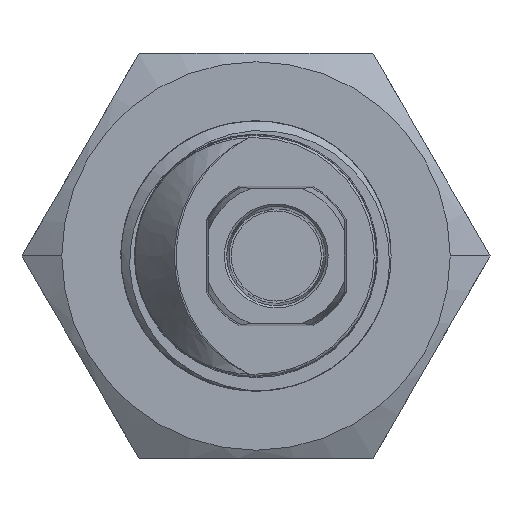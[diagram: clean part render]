
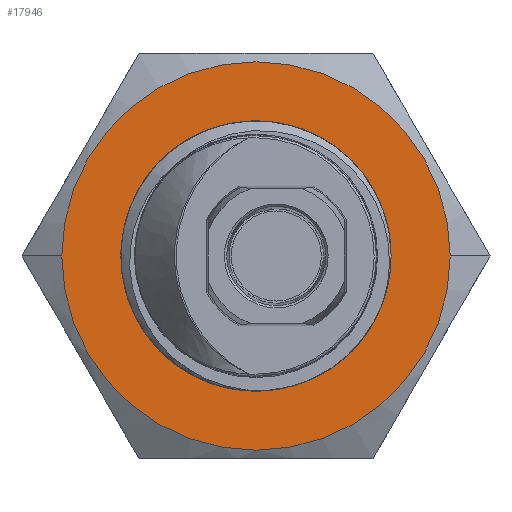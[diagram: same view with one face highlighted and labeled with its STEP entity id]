
A CAD part, front view. The second image highlights one B-rep face of the part: STEP entity #17946.
In plain terms, the highlighted planar face has unit normal (0, -1, 0).
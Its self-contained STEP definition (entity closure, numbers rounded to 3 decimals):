
#2913=CARTESIAN_POINT('',(-13.329,44.5,-11.108));
#2914=DIRECTION('',(0.,1.,0.));
#2915=DIRECTION('',(-1.,0.,0.));
#2916=AXIS2_PLACEMENT_3D('',#2913,#2914,#2915);
#2918=CARTESIAN_POINT('',(-13.329,44.5,-11.108));
#2919=DIRECTION('',(0.,1.,0.));
#2920=DIRECTION('',(1.,0.,0.));
#2921=AXIS2_PLACEMENT_3D('',#2918,#2919,#2920);
#2923=CARTESIAN_POINT('',(-9.879,44.5,-6.431));
#2924=CARTESIAN_POINT('',(-10.172,44.5,-6.235));
#2925=CARTESIAN_POINT('',(-10.78,44.5,-5.901));
#2926=CARTESIAN_POINT('',(-11.779,44.5,-5.564));
#2927=CARTESIAN_POINT('',(-12.795,44.5,-5.411));
#2928=CARTESIAN_POINT('',(-13.818,44.5,-5.449));
#2929=CARTESIAN_POINT('',(-14.792,44.5,-5.667));
#2930=CARTESIAN_POINT('',(-15.722,44.5,-6.053));
#2931=CARTESIAN_POINT('',(-16.559,44.5,-6.587));
#2932=CARTESIAN_POINT('',(-17.294,44.5,-7.266));
#2933=CARTESIAN_POINT('',(-17.883,44.5,-8.073));
#2934=CARTESIAN_POINT('',(-18.168,44.5,-8.658));
#2935=CARTESIAN_POINT('',(-18.286,44.5,-8.965));
#2937=CARTESIAN_POINT('',(-18.286,44.5,-8.965));
#2938=CARTESIAN_POINT('',(-18.447,44.5,-9.297));
#2939=CARTESIAN_POINT('',(-18.698,44.5,-9.978));
#2940=CARTESIAN_POINT('',(-18.87,44.5,-11.081));
#2941=CARTESIAN_POINT('',(-18.808,44.5,-12.172));
#2942=CARTESIAN_POINT('',(-18.532,44.5,-13.246));
#2943=CARTESIAN_POINT('',(-18.057,44.5,-14.245));
#2944=CARTESIAN_POINT('',(-17.41,44.5,-15.119));
#2945=CARTESIAN_POINT('',(-16.904,44.5,-15.58));
#2946=CARTESIAN_POINT('',(-16.632,44.5,-15.787));
#6385=CARTESIAN_POINT('',(-7.362,44.5,
-10.484));
#6463=CARTESIAN_POINT('',(-14.291,44.5,
-5.185));
#6464=CARTESIAN_POINT('',(-14.,44.5,
-5.138));
#6465=CARTESIAN_POINT('',(-13.416,44.5,
-5.087));
#6466=CARTESIAN_POINT('',(-12.527,44.5,
-5.139));
#6467=CARTESIAN_POINT('',(-11.654,44.5,
-5.324));
#6468=CARTESIAN_POINT('',(-10.825,44.5,
-5.631));
#6469=CARTESIAN_POINT('',(-10.038,44.5,
-6.064));
#6470=CARTESIAN_POINT('',(-9.325,44.5,
-6.609));
#6471=CARTESIAN_POINT('',(-8.702,44.5,
-7.252));
#6472=CARTESIAN_POINT('',(-8.182,44.5,
-7.982));
#6473=CARTESIAN_POINT('',(-7.779,44.5,
-8.772));
#6474=CARTESIAN_POINT('',(-7.497,44.5,
-9.611));
#6475=CARTESIAN_POINT('',(-7.393,44.5,
-10.187));
#6476=CARTESIAN_POINT('',(-7.362,44.5,
-10.481));
#6554=CARTESIAN_POINT('',(-10.239,44.5,
-16.251));
#6556=CARTESIAN_POINT('',(-10.239,44.5,
-16.251));
#6557=CARTESIAN_POINT('',(-10.495,44.5,
-16.404));
#6558=CARTESIAN_POINT('',(-11.018,44.5,
-16.668));
#6559=CARTESIAN_POINT('',(-11.862,44.5,
-16.948));
#6560=CARTESIAN_POINT('',(-12.737,44.5,
-17.101));
#6561=CARTESIAN_POINT('',(-13.629,44.5,
-17.122));
#6562=CARTESIAN_POINT('',(-14.516,44.5,
-17.012));
#6563=CARTESIAN_POINT('',(-15.377,44.5,
-16.771));
#6564=CARTESIAN_POINT('',(-16.19,44.5,
-16.406));
#6565=CARTESIAN_POINT('',(-16.939,44.5,
-15.928));
#6566=CARTESIAN_POINT('',(-17.613,44.5,
-15.34));
#6567=CARTESIAN_POINT('',(-18.19,44.5,
-14.663));
#6568=CARTESIAN_POINT('',(-18.659,44.5,
-13.909));
#6569=CARTESIAN_POINT('',(-19.013,44.5,
-13.094));
#6570=CARTESIAN_POINT('',(-19.241,44.5,
-12.25));
#6571=CARTESIAN_POINT('',(-19.346,44.5,
-11.369));
#6572=CARTESIAN_POINT('',(-19.318,44.5,
-10.476));
#6573=CARTESIAN_POINT('',(-19.212,44.5,
-9.889));
#6574=CARTESIAN_POINT('',(-19.136,44.5,
-9.596));
#6576=CARTESIAN_POINT('',(-19.136,44.5,
-9.596));
#6839=CARTESIAN_POINT('',(-9.879,44.5,-6.431));
#6840=CARTESIAN_POINT('',(-10.084,44.5,-6.268));
#6841=CARTESIAN_POINT('',(-10.51,44.5,
-5.971));
#6842=CARTESIAN_POINT('',(-11.206,44.5,
-5.611));
#6843=CARTESIAN_POINT('',(-11.942,44.5,
-5.348));
#6844=CARTESIAN_POINT('',(-12.71,44.5,
-5.183));
#6845=CARTESIAN_POINT('',(-13.5,44.5,
-5.123));
#6846=CARTESIAN_POINT('',(-14.027,44.5,
-5.153));
#6847=CARTESIAN_POINT('',(-14.291,44.5,
-5.185));
#6849=CARTESIAN_POINT('',(-14.291,44.5,
-5.185));
#8169=CARTESIAN_POINT('',(-13.329,44.5,-11.108));
#8170=DIRECTION('',(0.,1.,0.));
#8171=DIRECTION('',(0.995,0.,0.104));
#8172=AXIS2_PLACEMENT_3D('',#8169,#8170,#8171);
#10931=CARTESIAN_POINT('',(-19.136,44.5,
-9.596));
#10932=CARTESIAN_POINT('',(-19.202,44.5,
-9.897));
#10933=CARTESIAN_POINT('',(-19.286,44.5,
-10.496));
#10934=CARTESIAN_POINT('',(-19.277,44.5,
-11.388));
#10935=CARTESIAN_POINT('',(-19.138,44.5,
-12.26));
#10936=CARTESIAN_POINT('',(-18.869,44.5,
-13.102));
#10937=CARTESIAN_POINT('',(-18.466,44.5,
-13.91));
#10938=CARTESIAN_POINT('',(-17.957,44.5,
-14.632));
#10939=CARTESIAN_POINT('',(-17.356,44.5,
-15.259));
#10940=CARTESIAN_POINT('',(-16.885,44.5,-15.623));
#10941=CARTESIAN_POINT('',(-16.632,44.5,-15.787));
#14106=CARTESIAN_POINT('',(-4.704,44.5,-11.108));
#14108=VERTEX_POINT('',#14106);
#14110=CARTESIAN_POINT('',(-21.954,44.5,-11.108));
#14111=VERTEX_POINT('',#14110);
#14114=VERTEX_POINT('',#6576);
#14116=VERTEX_POINT('',#6849);
#15600=VERTEX_POINT('',#2923);
#15601=VERTEX_POINT('',#2935);
#15602=VERTEX_POINT('',#2946);
#15617=VERTEX_POINT('',#6385);
#15620=VERTEX_POINT('',#6554);
#17920=CARTESIAN_POINT('',(-8.133,44.5,-20.108));
#17921=DIRECTION('',(0.,-1.,0.));
#17922=DIRECTION('',(1.,0.,0.));
#17923=AXIS2_PLACEMENT_3D('',#17920,#17921,#17922);
#17924=PLANE('',#17923);
#17926=ORIENTED_EDGE('',*,*,#17925,.T.);
#17928=ORIENTED_EDGE('',*,*,#17927,.T.);
#17929=EDGE_LOOP('',(#17926,#17928));
#17930=FACE_OUTER_BOUND('',#17929,.F.);
#17931=ORIENTED_EDGE('',*,*,#17786,.T.);
#17933=ORIENTED_EDGE('',*,*,#17932,.T.);
#17935=ORIENTED_EDGE('',*,*,#17934,.F.);
#17937=ORIENTED_EDGE('',*,*,#17936,.F.);
#17939=ORIENTED_EDGE('',*,*,#17938,.F.);
#17941=ORIENTED_EDGE('',*,*,#17940,.F.);
#17943=ORIENTED_EDGE('',*,*,#17942,.F.);
#17944=EDGE_LOOP('',(#17931,#17933,#17935,#17937,#17939,#17941,#17943));
#17945=FACE_BOUND('',#17944,.F.);
#17946=ADVANCED_FACE('',(#17930,#17945),#17924,.T.);
#2917=CIRCLE('',#2916,8.625);
#2922=CIRCLE('',#2921,8.625);
#2936=B_SPLINE_CURVE_WITH_KNOTS('',3,(#2923,#2924,#2925,#2926,#2927,#2928,#2929,
#2930,#2931,#2932,#2933,#2934,#2935),.UNSPECIFIED.,.F.,.F.,(4,1,1,1,1,1,1,1,1,1,
4),(0.,0.1,0.2,0.3,0.4,0.5,0.6,0.7,0.8,0.9,1.),
.UNSPECIFIED.);
#2947=B_SPLINE_CURVE_WITH_KNOTS('',3,(#2937,#2938,#2939,#2940,#2941,#2942,#2943,
#2944,#2945,#2946),.UNSPECIFIED.,.F.,.F.,(4,1,1,1,1,1,1,4),(0.,
0.143,0.286,0.429,0.571,
0.714,0.857,1.),.UNSPECIFIED.);
#6477=B_SPLINE_CURVE_WITH_KNOTS('',3,(#6463,#6464,#6465,#6466,#6467,#6468,#6469,
#6470,#6471,#6472,#6473,#6474,#6475,#6476),.UNSPECIFIED.,.F.,.F.,(4,1,1,1,1,1,1,
1,1,1,1,4),(0.,0.091,0.182,0.273,
0.364,0.455,0.545,0.636,
0.727,0.818,0.909,1.),.UNSPECIFIED.);
#6575=B_SPLINE_CURVE_WITH_KNOTS('',3,(#6556,#6557,#6558,#6559,#6560,#6561,#6562,
#6563,#6564,#6565,#6566,#6567,#6568,#6569,#6570,#6571,#6572,#6573,#6574),
.UNSPECIFIED.,.F.,.F.,(4,1,1,1,1,1,1,1,1,1,1,1,1,1,1,1,4),(0.,0.063,0.125,
0.188,0.25,0.313,0.375,0.438,0.5,0.563,0.625,0.688,
0.75,0.813,0.875,0.938,1.),.UNSPECIFIED.);
#6848=B_SPLINE_CURVE_WITH_KNOTS('',3,(#6839,#6840,#6841,#6842,#6843,#6844,#6845,
#6846,#6847),.UNSPECIFIED.,.F.,.F.,(4,1,1,1,1,1,4),(0.,0.167,
0.333,0.5,0.667,0.833,1.),
.UNSPECIFIED.);
#8173=CIRCLE('',#8172,6.);
#10942=B_SPLINE_CURVE_WITH_KNOTS('',3,(#10931,#10932,#10933,#10934,#10935,
#10936,#10937,#10938,#10939,#10940,#10941),.UNSPECIFIED.,.F.,.F.,(4,1,1,1,1,1,1,
1,4),(0.,0.125,0.25,0.375,0.5,0.625,0.75,0.875,1.),
.UNSPECIFIED.);
#17786=EDGE_CURVE('',#15600,#15601,#2936,.T.);
#17925=EDGE_CURVE('',#14111,#14108,#2917,.T.);
#17927=EDGE_CURVE('',#14108,#14111,#2922,.T.);
#17932=EDGE_CURVE('',#15601,#15602,#2947,.T.);
#17934=EDGE_CURVE('',#14114,#15602,#10942,.T.);
#17936=EDGE_CURVE('',#15620,#14114,#6575,.T.);
#17938=EDGE_CURVE('',#15617,#15620,#8173,.T.);
#17940=EDGE_CURVE('',#14116,#15617,#6477,.T.);
#17942=EDGE_CURVE('',#15600,#14116,#6848,.T.);
